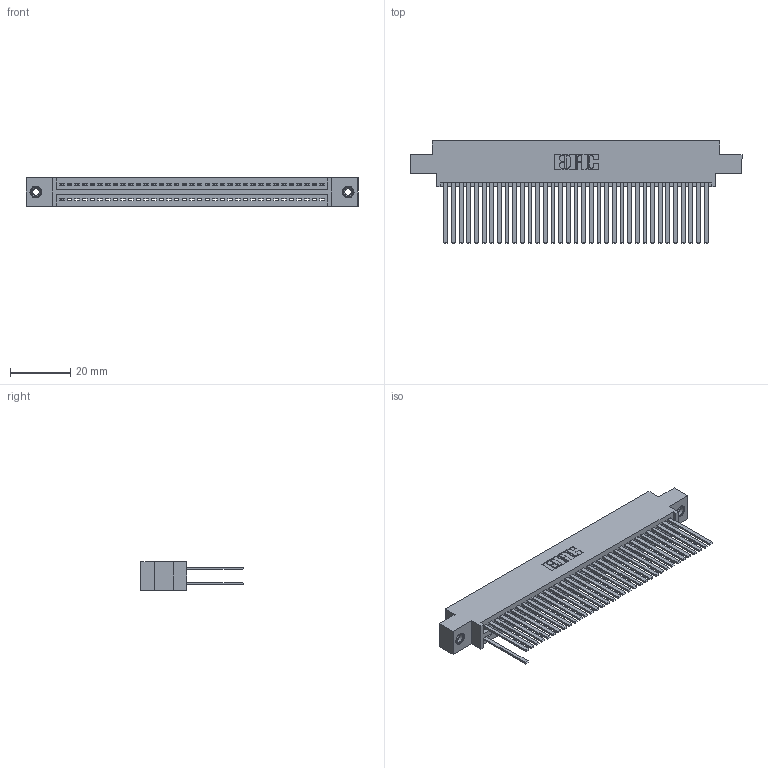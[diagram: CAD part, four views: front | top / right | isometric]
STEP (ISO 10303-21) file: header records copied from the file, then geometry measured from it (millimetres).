
FILE_DESCRIPTION (( 'STEP AP203' ), '1' );
FILE_NAME ('395-070-544-808.STEP', '2018-11-26T23:52:56', ( '' ), ( '' ), 'SwSTEP 2.0', 'SolidWorks 2016', '' );
FILE_SCHEMA (( 'CONFIG_CONTROL_DESIGN' ));
Length unit declared in the file: inch
Products named in the file (4): 345-250-001_345-250-003-102; 395-070-544-808; 345 Part_0.170 Offset - 0.156 Dia-TI; 345-292-001_345-293-144
Assembly tree (39 placements, depth 2):
  395-070-544-808
    345 Part_0.170 Offset - 0.156 Dia-TI
    345-292-001_345-293-144  x36
    345-250-001_345-250-003-102  x2
Bounding box: 110.11 x 33.96 x 9.4 mm (x, y, z)
Volume: 10709.4 mm3; surface area: 15594.9 mm2
Topology: 39 solids, 39 shells, 2046 faces, 6123 edges, 4026 vertices
Faces by surface type: plane 1398, cylinder 632, cone 12, torus 4
Entity records: 28450 total; most frequent: CARTESIAN_POINT 4905, ORIENTED_EDGE 4866, DIRECTION 4319, EDGE_CURVE 2433, VECTOR 2145, LINE 2145, VERTEX_POINT 1616, AXIS2_PLACEMENT_3D 1087
